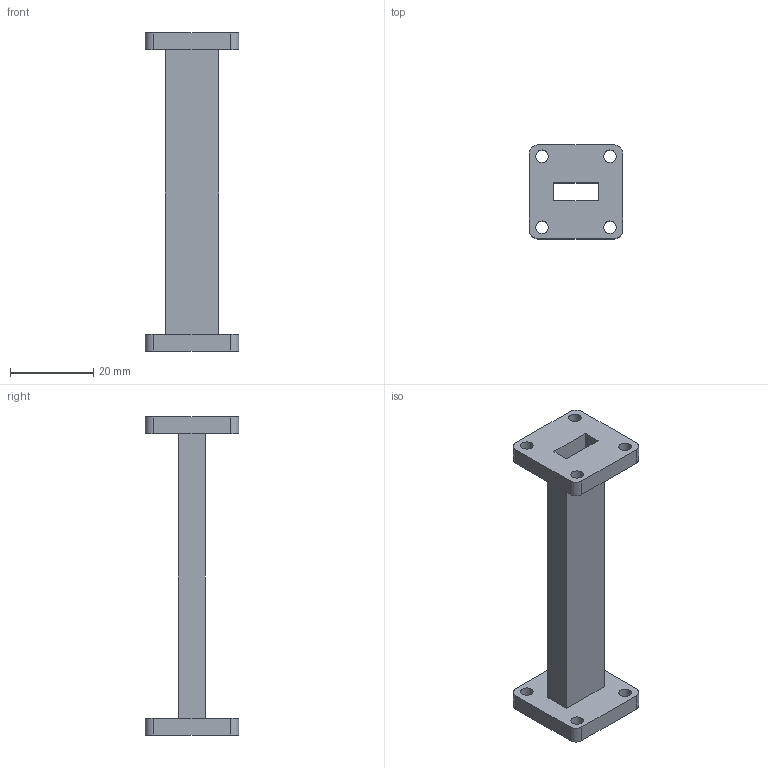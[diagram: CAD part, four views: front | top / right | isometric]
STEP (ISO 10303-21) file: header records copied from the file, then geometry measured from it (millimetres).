
FILE_DESCRIPTION (( 'STEP AP203' ), '1' );
FILE_NAME ('PE-W42S002-3_3D.step', '2021-03-02T16:22:42', ( '' ), ( '' ), 'SwSTEP 2.0', 'SolidWorks 2018', '' );
FILE_SCHEMA (( 'CONFIG_CONTROL_DESIGN' ));
Length unit declared in the file: inch
Products named in the file (1): PE-W42S002-3_3D
Bounding box: 22.4 x 22.4 x 76.2 mm (x, y, z)
Volume: 5764.1 mm3; surface area: 7504.3 mm2
Topology: 1 solids, 1 shells, 41 faces, 108 edges, 72 vertices
Faces by surface type: plane 25, cylinder 16
Full cylindrical faces by diameter (mm): 3 x8
Entity records: 1349 total; most frequent: DIRECTION 216, CARTESIAN_POINT 214, ORIENTED_EDGE 200, EDGE_CURVE 100, AXIS2_PLACEMENT_3D 74, VERTEX_POINT 72, EDGE_LOOP 70, LINE 68
